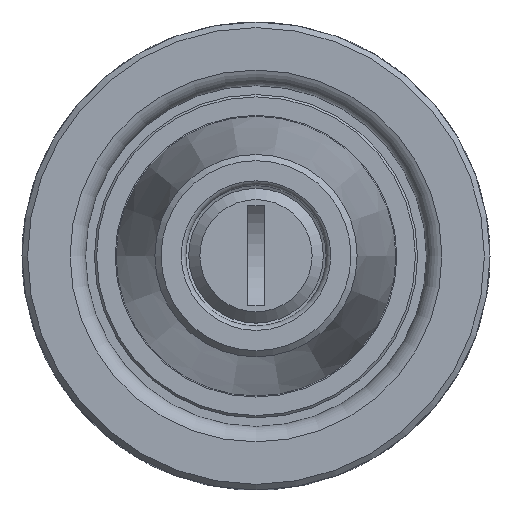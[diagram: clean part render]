
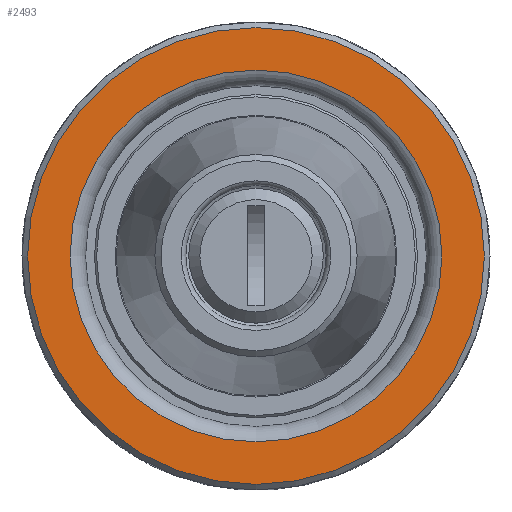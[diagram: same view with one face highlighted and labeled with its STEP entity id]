
A CAD part, top view. The second image highlights one B-rep face of the part: STEP entity #2493.
In plain terms, the highlighted planar face has unit normal (0, 0, 1).
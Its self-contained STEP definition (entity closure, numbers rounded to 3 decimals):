
#243=PLANE('',#2687);
#504=ORIENTED_EDGE('',*,*,#837,.T.);
#505=ORIENTED_EDGE('',*,*,#835,.T.);
#835=EDGE_CURVE('',#1051,#1051,#1201,.T.);
#837=EDGE_CURVE('',#1053,#1053,#1203,.T.);
#1051=VERTEX_POINT('',#3487);
#1053=VERTEX_POINT('',#3492);
#1201=CIRCLE('',#2631,16.564);
#1203=CIRCLE('',#2634,20.35);
#1349=EDGE_LOOP('',(#504));
#1350=EDGE_LOOP('',(#505));
#1515=FACE_BOUND('',#1349,.T.);
#1516=FACE_BOUND('',#1350,.T.);
#2493=ADVANCED_FACE('',(#1515,#1516),#243,.T.);
#2631=AXIS2_PLACEMENT_3D('',#3486,#2928,#2929);
#2634=AXIS2_PLACEMENT_3D('',#3491,#2934,#2935);
#2687=AXIS2_PLACEMENT_3D('',#3677,#3050,#3051);
#2928=DIRECTION('',(0.,0.,-1.));
#2929=DIRECTION('',(-1.,0.,0.));
#2934=DIRECTION('',(0.,0.,1.));
#2935=DIRECTION('',(1.,0.,0.));
#3050=DIRECTION('',(0.,0.,1.));
#3051=DIRECTION('',(1.,0.,0.));
#3486=CARTESIAN_POINT('',(0.,0.,44.));
#3487=CARTESIAN_POINT('',(-16.564,0.,44.));
#3491=CARTESIAN_POINT('',(0.,0.,44.));
#3492=CARTESIAN_POINT('',(20.35,0.,44.));
#3677=CARTESIAN_POINT('',(0.,0.,44.));
